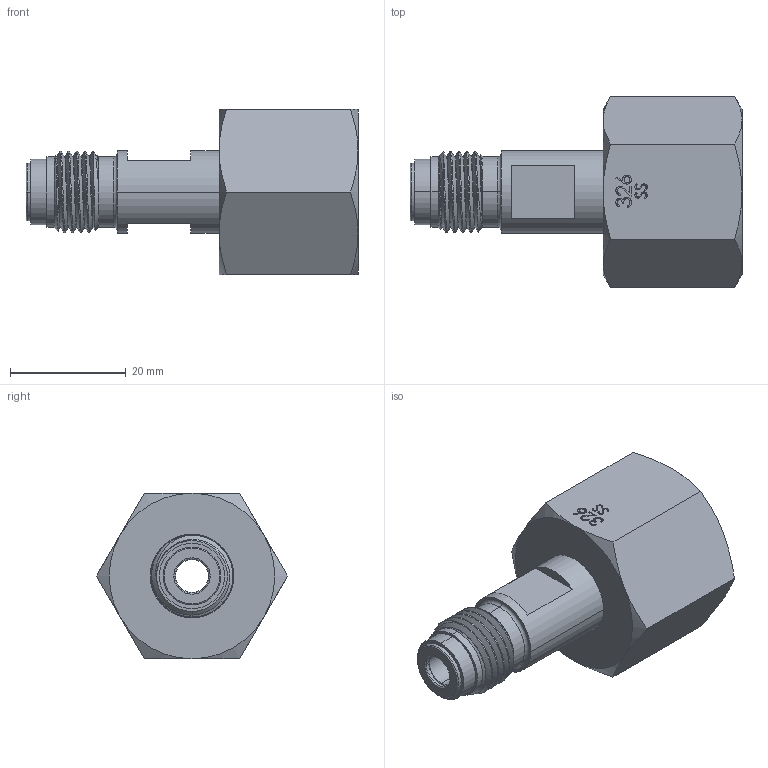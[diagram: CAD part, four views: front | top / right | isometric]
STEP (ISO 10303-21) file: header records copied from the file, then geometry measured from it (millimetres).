
FILE_DESCRIPTION (( 'STEP AP203' ), '1' );
FILE_NAME ('INL-326SS-4MFS-36.STEP', '2025-08-29T13:17:59', ( '' ), ( '' ), 'SwSTEP 2.0', 'SolidWorks 2018', '' );
FILE_SCHEMA (( 'CONFIG_CONTROL_DESIGN' ));
Length unit declared in the file: inch
Products named in the file (3): PRT-000126; PRT-000035; INL-326SS-4MFS-36
Assembly tree (2 placements, depth 2):
  INL-326SS-4MFS-36
    PRT-000126
    PRT-000035
Bounding box: 57.34 x 33 x 28.57 mm (x, y, z)
Volume: 16828.6 mm3; surface area: 9351 mm2
Topology: 2 solids, 2 shells, 195 faces, 691 edges, 511 vertices
Faces by surface type: bspline 66, cylinder 45, plane 43, cone 27, torus 12, sphere 2
Entity records: 16445 total; most frequent: CARTESIAN_POINT 11029, ORIENTED_EDGE 1374, EDGE_CURVE 687, DIRECTION 650, VERTEX_POINT 509, B_SPLINE_CURVE_WITH_KNOTS 384, AXIS2_PLACEMENT_3D 234, EDGE_LOOP 212
